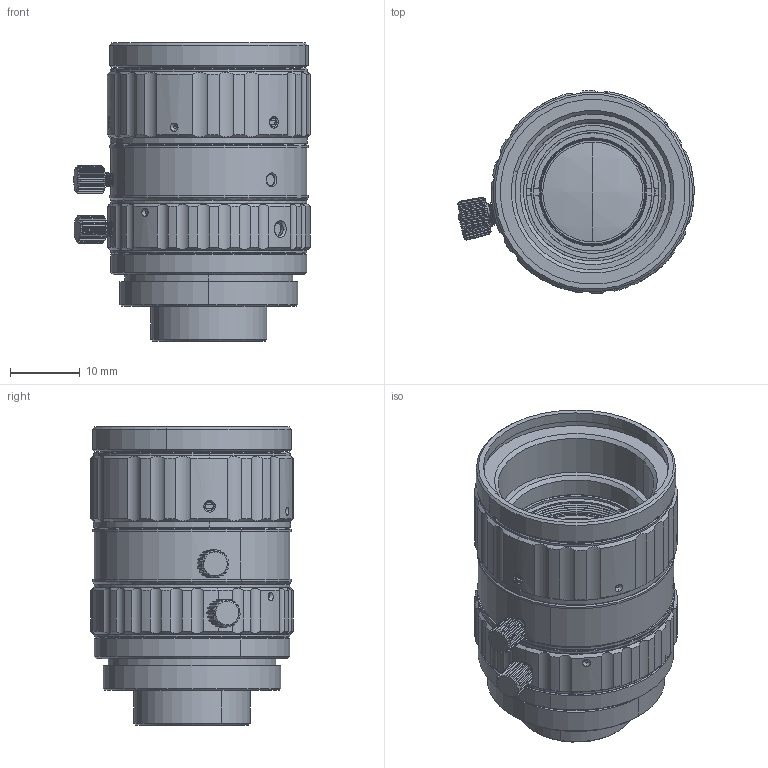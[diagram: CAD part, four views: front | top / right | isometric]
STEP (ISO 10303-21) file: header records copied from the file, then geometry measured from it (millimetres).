
FILE_DESCRIPTION (( 'STEP AP203' ), '1' );
FILE_NAME ('600053.STEP', '2022-02-17T06:49:37', ( '' ), ( '' ), 'SwSTEP 2.0', 'SolidWorks 2020', '' );
FILE_SCHEMA (( 'CONFIG_CONTROL_DESIGN' ));
Length unit declared in the file: millimetre
Products named in the file (1): 600053
Bounding box: 33.8 x 29 x 42.62 mm (x, y, z)
Volume: 18127.5 mm3; surface area: 11492.3 mm2
Topology: 13 solids, 16 shells, 1150 faces, 2983 edges, 1914 vertices
Faces by surface type: cylinder 557, plane 314, cone 219, bspline 36, torus 12, sphere 12
Entity records: 53321 total; most frequent: CARTESIAN_POINT 26689, ORIENTED_EDGE 5962, DIRECTION 4953, EDGE_CURVE 2981, AXIS2_PLACEMENT_3D 1952, VERTEX_POINT 1914, EDGE_LOOP 1221, FACE_OUTER_BOUND 1150
